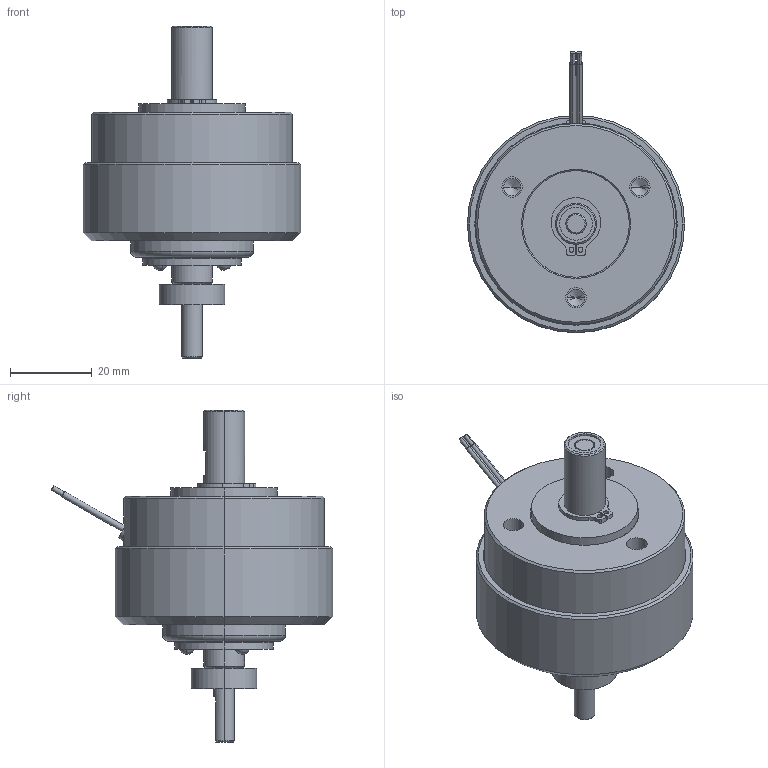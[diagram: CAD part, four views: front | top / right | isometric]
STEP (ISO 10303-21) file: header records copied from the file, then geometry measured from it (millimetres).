
FILE_DESCRIPTION (( 'STEP AP203' ), '1' );
FILE_NAME ('HC0.5.STEP', '2018-12-18T00:50:55', ( 'test' ), ( 'Microsoft' ), 'SwSTEP 2.0', 'SolidWorks 2018', '' );
FILE_SCHEMA (( 'CONFIG_CONTROL_DESIGN' ));
Length unit declared in the file: millimetre
Products named in the file (1): HC0.5
Bounding box: 53 x 68.62 x 81 mm (x, y, z)
Volume: 69606.1 mm3; surface area: 19949.2 mm2
Topology: 1 solids, 3 shells, 325 faces, 827 edges, 538 vertices
Faces by surface type: cylinder 180, plane 98, cone 39, sphere 6, torus 2
Entity records: 10109 total; most frequent: CARTESIAN_POINT 1937, DIRECTION 1804, ORIENTED_EDGE 1642, EDGE_CURVE 821, AXIS2_PLACEMENT_3D 711, VERTEX_POINT 538, CIRCLE 385, LINE 382
